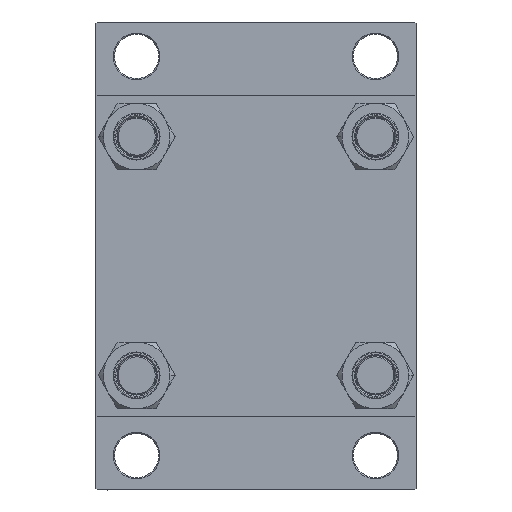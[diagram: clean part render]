
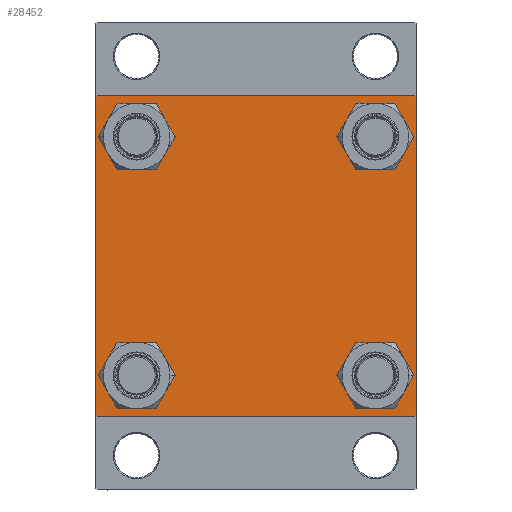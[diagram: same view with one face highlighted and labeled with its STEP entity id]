
A CAD part, left-side view. The second image highlights one B-rep face of the part: STEP entity #28452.
In plain terms, the highlighted planar face has unit normal (-1, 0, 0).
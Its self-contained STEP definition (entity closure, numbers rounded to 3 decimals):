
#7 = EDGE_CURVE ( 'NONE', #10118, #16270, #31353, .T. ) ;
#258 = ORIENTED_EDGE ( 'NONE', *, *, #4312, .T. ) ;
#812 = CARTESIAN_POINT ( 'NONE',  ( 0., 48.45, -39.95 ) ) ;
#1720 = CARTESIAN_POINT ( 'NONE',  ( 0., -48.45, -56.95 ) ) ;
#1858 = CARTESIAN_POINT ( 'NONE',  ( 0., 64.5, 65. ) ) ;
#1960 = VERTEX_POINT ( 'NONE', #32802 ) ;
#2716 = ORIENTED_EDGE ( 'NONE', *, *, #12040, .T. ) ;
#2769 = VECTOR ( 'NONE', #18610, 1000. ) ;
#2892 = CIRCLE ( 'NONE', #34168, 8.5 ) ;
#2905 = ORIENTED_EDGE ( 'NONE', *, *, #25828, .F. ) ;
#4312 = EDGE_CURVE ( 'NONE', #11798, #32322, #38154, .T. ) ;
#4415 = DIRECTION ( 'NONE',  ( 0., 0., 1. ) ) ;
#4418 = VERTEX_POINT ( 'NONE', #34022 ) ;
#5126 = CARTESIAN_POINT ( 'NONE',  ( 0., -48.45, -48.45 ) ) ;
#5246 = AXIS2_PLACEMENT_3D ( 'NONE', #9248, #17085, #13642 ) ;
#5258 = CARTESIAN_POINT ( 'NONE',  ( 0., 48.45, 48.45 ) ) ;
#6077 = ORIENTED_EDGE ( 'NONE', *, *, #15259, .F. ) ;
#6282 = FACE_BOUND ( 'NONE', #17898, .T. ) ;
#6414 = VECTOR ( 'NONE', #19085, 1000. ) ;
#6767 = FACE_BOUND ( 'NONE', #13126, .T. ) ;
#6923 = CARTESIAN_POINT ( 'NONE',  ( 0., 65., -65. ) ) ;
#7269 = DIRECTION ( 'NONE',  ( 0., -0.707, 0.707 ) ) ;
#7531 = CARTESIAN_POINT ( 'NONE',  ( 0., -65., 64.5 ) ) ;
#7787 = CARTESIAN_POINT ( 'NONE',  ( 0., 48.45, -56.95 ) ) ;
#7795 = EDGE_CURVE ( 'NONE', #16270, #10118, #2892, .T. ) ;
#8412 = VECTOR ( 'NONE', #31257, 1000. ) ;
#8971 = EDGE_LOOP ( 'NONE', ( #32221, #39137 ) ) ;
#9248 = CARTESIAN_POINT ( 'NONE',  ( 0., 48.45, 48.45 ) ) ;
#9714 = CARTESIAN_POINT ( 'NONE',  ( 0., 65., 65. ) ) ;
#9837 = VERTEX_POINT ( 'NONE', #24611 ) ;
#10118 = VERTEX_POINT ( 'NONE', #812 ) ;
#10780 = VERTEX_POINT ( 'NONE', #11255 ) ;
#10966 = CARTESIAN_POINT ( 'NONE',  ( 0., 65., 65. ) ) ;
#11137 = CARTESIAN_POINT ( 'NONE',  ( 0., -64.5, 65. ) ) ;
#11255 = CARTESIAN_POINT ( 'NONE',  ( 0., 48.45, 39.95 ) ) ;
#11377 = DIRECTION ( 'NONE',  ( 1., 0., 0. ) ) ;
#11619 = VECTOR ( 'NONE', #21999, 1000. ) ;
#11798 = VERTEX_POINT ( 'NONE', #7531 ) ;
#11963 = DIRECTION ( 'NONE',  ( 1., 0., 0. ) ) ;
#12040 = EDGE_CURVE ( 'NONE', #12270, #1960, #31144, .T. ) ;
#12270 = VERTEX_POINT ( 'NONE', #28246 ) ;
#12682 = AXIS2_PLACEMENT_3D ( 'NONE', #28329, #40066, #36384 ) ;
#13126 = EDGE_LOOP ( 'NONE', ( #14722, #2716 ) ) ;
#13642 = DIRECTION ( 'NONE',  ( 0., 0., 1. ) ) ;
#14105 = CIRCLE ( 'NONE', #32880, 8.5 ) ;
#14201 = VECTOR ( 'NONE', #33500, 1000. ) ;
#14359 = FACE_OUTER_BOUND ( 'NONE', #16780, .T. ) ;
#14640 = EDGE_CURVE ( 'NONE', #31543, #9837, #40444, .T. ) ;
#14673 = ORIENTED_EDGE ( 'NONE', *, *, #47046, .T. ) ;
#14722 = ORIENTED_EDGE ( 'NONE', *, *, #19764, .T. ) ;
#15183 = VERTEX_POINT ( 'NONE', #24208 ) ;
#15259 = EDGE_CURVE ( 'NONE', #40366, #32322, #28613, .T. ) ;
#15632 = CARTESIAN_POINT ( 'NONE',  ( 0., -48.45, 48.45 ) ) ;
#15913 = CARTESIAN_POINT ( 'NONE',  ( 0., -48.45, -48.45 ) ) ;
#16270 = VERTEX_POINT ( 'NONE', #7787 ) ;
#16321 = LINE ( 'NONE', #9714, #8412 ) ;
#16393 = CARTESIAN_POINT ( 'NONE',  ( 0., 65., 64.5 ) ) ;
#16780 = EDGE_LOOP ( 'NONE', ( #40638, #17615, #37114, #28450, #2905, #258, #6077, #23517 ) ) ;
#17031 = DIRECTION ( 'NONE',  ( 0., 0., 1. ) ) ;
#17085 = DIRECTION ( 'NONE',  ( 1., 0., 0. ) ) ;
#17543 = PLANE ( 'NONE',  #12682 ) ;
#17615 = ORIENTED_EDGE ( 'NONE', *, *, #31604, .T. ) ;
#17898 = EDGE_LOOP ( 'NONE', ( #14673, #26532 ) ) ;
#18450 = CARTESIAN_POINT ( 'NONE',  ( 0., 48.45, -48.45 ) ) ;
#18610 = DIRECTION ( 'NONE',  ( 0., 0.707, -0.707 ) ) ;
#18757 = AXIS2_PLACEMENT_3D ( 'NONE', #18450, #33377, #48311 ) ;
#18857 = VERTEX_POINT ( 'NONE', #16393 ) ;
#18897 = DIRECTION ( 'NONE',  ( 0., -0.707, -0.707 ) ) ;
#19085 = DIRECTION ( 'NONE',  ( 0., 0.707, 0.707 ) ) ;
#19120 = DIRECTION ( 'NONE',  ( 1., 0., 0. ) ) ;
#19488 = DIRECTION ( 'NONE',  ( 0., 0., 1. ) ) ;
#19728 = DIRECTION ( 'NONE',  ( 1., 0., 0. ) ) ;
#19764 = EDGE_CURVE ( 'NONE', #1960, #12270, #14105, .T. ) ;
#20063 = DIRECTION ( 'NONE',  ( 0., 0., 1. ) ) ;
#21469 = FACE_BOUND ( 'NONE', #8971, .T. ) ;
#21824 = CIRCLE ( 'NONE', #28886, 8.5 ) ;
#21868 = DIRECTION ( 'NONE',  ( 0., -1., 0. ) ) ;
#21999 = DIRECTION ( 'NONE',  ( 0., -1., 0. ) ) ;
#22009 = LINE ( 'NONE', #29597, #14201 ) ;
#22285 = CARTESIAN_POINT ( 'NONE',  ( 0., 64.75, 64.75 ) ) ;
#23224 = DIRECTION ( 'NONE',  ( 0., 0., 1. ) ) ;
#23517 = ORIENTED_EDGE ( 'NONE', *, *, #35415, .T. ) ;
#24033 = CIRCLE ( 'NONE', #5246, 8.5 ) ;
#24208 = CARTESIAN_POINT ( 'NONE',  ( 0., 48.45, 56.95 ) ) ;
#24611 = CARTESIAN_POINT ( 'NONE',  ( 0., -64.5, -65. ) ) ;
#25596 = AXIS2_PLACEMENT_3D ( 'NONE', #15913, #19120, #4415 ) ;
#25729 = ORIENTED_EDGE ( 'NONE', *, *, #7, .T. ) ;
#25828 = EDGE_CURVE ( 'NONE', #11798, #44650, #22009, .T. ) ;
#26532 = ORIENTED_EDGE ( 'NONE', *, *, #44207, .T. ) ;
#28246 = CARTESIAN_POINT ( 'NONE',  ( 0., -48.45, 39.95 ) ) ;
#28329 = CARTESIAN_POINT ( 'NONE',  ( 0., 0., 0. ) ) ;
#28450 = ORIENTED_EDGE ( 'NONE', *, *, #37715, .T. ) ;
#28452 = ADVANCED_FACE ( 'NONE', ( #6767, #21469, #29069, #6282, #14359 ), #17543, .T. ) ;
#28613 = LINE ( 'NONE', #10966, #11619 ) ;
#28886 = AXIS2_PLACEMENT_3D ( 'NONE', #5258, #19728, #19488 ) ;
#29069 = FACE_BOUND ( 'NONE', #46180, .T. ) ;
#29284 = DIRECTION ( 'NONE',  ( 1., 0., 0. ) ) ;
#29597 = CARTESIAN_POINT ( 'NONE',  ( 0., -65., 65. ) ) ;
#30467 = CARTESIAN_POINT ( 'NONE',  ( 0., 48.45, -48.45 ) ) ;
#31144 = CIRCLE ( 'NONE', #48355, 8.5 ) ;
#31257 = DIRECTION ( 'NONE',  ( 0., 0., -1. ) ) ;
#31353 = CIRCLE ( 'NONE', #18757, 8.5 ) ;
#31543 = VERTEX_POINT ( 'NONE', #33581 ) ;
#31604 = EDGE_CURVE ( 'NONE', #4418, #31543, #45070, .T. ) ;
#32221 = ORIENTED_EDGE ( 'NONE', *, *, #45481, .T. ) ;
#32322 = VERTEX_POINT ( 'NONE', #11137 ) ;
#32802 = CARTESIAN_POINT ( 'NONE',  ( 0., -48.45, 56.95 ) ) ;
#32880 = AXIS2_PLACEMENT_3D ( 'NONE', #15632, #11963, #23224 ) ;
#33377 = DIRECTION ( 'NONE',  ( 1., 0., 0. ) ) ;
#33500 = DIRECTION ( 'NONE',  ( 0., 0., -1. ) ) ;
#33581 = CARTESIAN_POINT ( 'NONE',  ( 0., 64.5, -65. ) ) ;
#33702 = LINE ( 'NONE', #48146, #41154 ) ;
#34022 = CARTESIAN_POINT ( 'NONE',  ( 0., 65., -64.5 ) ) ;
#34138 = DIRECTION ( 'NONE',  ( 0., 0., 1. ) ) ;
#34168 = AXIS2_PLACEMENT_3D ( 'NONE', #30467, #11377, #34138 ) ;
#34521 = VERTEX_POINT ( 'NONE', #35924 ) ;
#35227 = VERTEX_POINT ( 'NONE', #1720 ) ;
#35415 = EDGE_CURVE ( 'NONE', #40366, #18857, #37200, .T. ) ;
#35924 = CARTESIAN_POINT ( 'NONE',  ( 0., -48.45, -39.95 ) ) ;
#36384 = DIRECTION ( 'NONE',  ( 0., 0., 1. ) ) ;
#37114 = ORIENTED_EDGE ( 'NONE', *, *, #14640, .T. ) ;
#37200 = LINE ( 'NONE', #22285, #2769 ) ;
#37715 = EDGE_CURVE ( 'NONE', #9837, #44650, #33702, .T. ) ;
#38144 = CIRCLE ( 'NONE', #42048, 8.5 ) ;
#38154 = LINE ( 'NONE', #45976, #6414 ) ;
#38189 = DIRECTION ( 'NONE',  ( 1., 0., 0. ) ) ;
#38564 = CARTESIAN_POINT ( 'NONE',  ( 0., -65., -64.5 ) ) ;
#38644 = ORIENTED_EDGE ( 'NONE', *, *, #7795, .T. ) ;
#39137 = ORIENTED_EDGE ( 'NONE', *, *, #43033, .T. ) ;
#40066 = DIRECTION ( 'NONE',  ( -1., 0., 0. ) ) ;
#40366 = VERTEX_POINT ( 'NONE', #1858 ) ;
#40444 = LINE ( 'NONE', #6923, #47550 ) ;
#40638 = ORIENTED_EDGE ( 'NONE', *, *, #41190, .T. ) ;
#41154 = VECTOR ( 'NONE', #7269, 1000. ) ;
#41190 = EDGE_CURVE ( 'NONE', #18857, #4418, #16321, .T. ) ;
#41634 = CARTESIAN_POINT ( 'NONE',  ( 0., 64.75, -64.75 ) ) ;
#42048 = AXIS2_PLACEMENT_3D ( 'NONE', #5126, #38189, #20063 ) ;
#43033 = EDGE_CURVE ( 'NONE', #35227, #34521, #46664, .T. ) ;
#44207 = EDGE_CURVE ( 'NONE', #10780, #15183, #24033, .T. ) ;
#44650 = VERTEX_POINT ( 'NONE', #38564 ) ;
#45070 = LINE ( 'NONE', #41634, #47181 ) ;
#45481 = EDGE_CURVE ( 'NONE', #34521, #35227, #38144, .T. ) ;
#45976 = CARTESIAN_POINT ( 'NONE',  ( 0., -64.75, 64.75 ) ) ;
#46180 = EDGE_LOOP ( 'NONE', ( #25729, #38644 ) ) ;
#46664 = CIRCLE ( 'NONE', #25596, 8.5 ) ;
#47046 = EDGE_CURVE ( 'NONE', #15183, #10780, #21824, .T. ) ;
#47138 = CARTESIAN_POINT ( 'NONE',  ( 0., -48.45, 48.45 ) ) ;
#47181 = VECTOR ( 'NONE', #18897, 1000. ) ;
#47550 = VECTOR ( 'NONE', #21868, 1000. ) ;
#48146 = CARTESIAN_POINT ( 'NONE',  ( 0., -64.75, -64.75 ) ) ;
#48311 = DIRECTION ( 'NONE',  ( 0., 0., 1. ) ) ;
#48355 = AXIS2_PLACEMENT_3D ( 'NONE', #47138, #29284, #17031 ) ;
